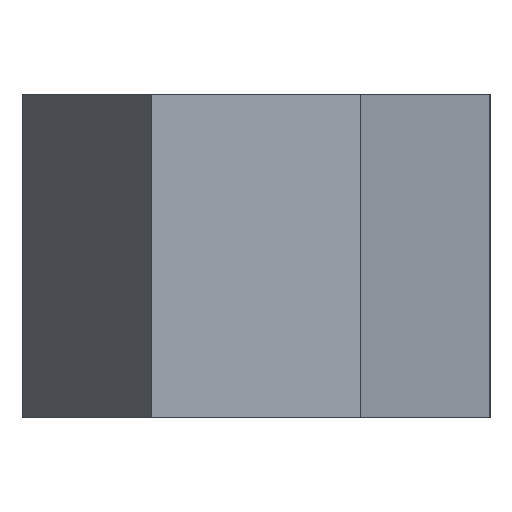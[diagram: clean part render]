
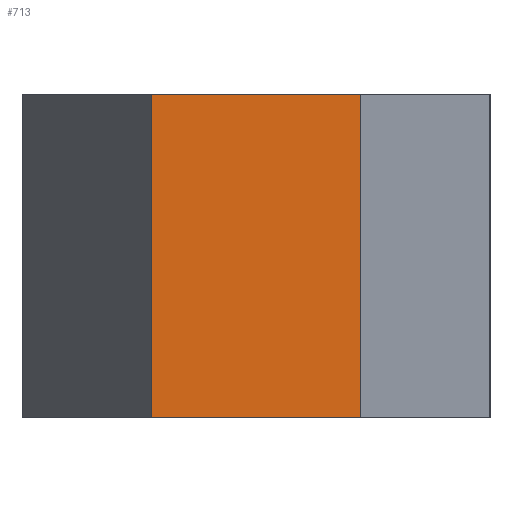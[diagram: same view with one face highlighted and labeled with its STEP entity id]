
A CAD part, left-side view. The second image highlights one B-rep face of the part: STEP entity #713.
In plain terms, the highlighted planar face has unit normal (-1, 0, 0).
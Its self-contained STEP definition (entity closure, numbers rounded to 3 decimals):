
#703=VERTEX_POINT('',#1810);
#713=ADVANCED_FACE('',(#1821),#1822,.T.);
#875=EDGE_CURVE('',#1347,#1545,#2004,.T.);
#1155=VERTEX_POINT('',#2312);
#1199=EDGE_CURVE('',#703,#1155,#2364,.T.);
#1347=VERTEX_POINT('',#2523);
#1385=EDGE_CURVE('',#1545,#1155,#2565,.T.);
#1439=EDGE_CURVE('',#703,#1347,#2630,.T.);
#1545=VERTEX_POINT('',#2754);
#1810=CARTESIAN_POINT('',(-10.0,6.5,0.0));
#1821=FACE_OUTER_BOUND('',#3072,.T.);
#1822=PLANE('',#3073);
#2004=LINE('',#3314,#3315);
#2312=CARTESIAN_POINT('',(-10.0,6.5,20.0));
#2364=LINE('',#3796,#3797);
#2523=CARTESIAN_POINT('',(-10.0,-6.5,0.0));
#2565=LINE('',#4063,#4064);
#2630=LINE('',#4140,#4141);
#2754=CARTESIAN_POINT('',(-10.0,-6.5,20.0));
#3072=EDGE_LOOP('',(#4681,#4682,#4683,#4684));
#3073=AXIS2_PLACEMENT_3D('',#4685,#4686,#4687);
#3314=CARTESIAN_POINT('',(-10.0,-6.5,0.0));
#3315=VECTOR('',#4927,1.0);
#3796=CARTESIAN_POINT('',(-10.0,6.5,0.0));
#3797=VECTOR('',#5395,1.0);
#4063=CARTESIAN_POINT('',(-10.0,6.5,20.0));
#4064=VECTOR('',#5638,1.0);
#4140=CARTESIAN_POINT('',(-10.0,6.5,0.0));
#4141=VECTOR('',#5747,1.0);
#4681=ORIENTED_EDGE('',*,*,#1385,.T.);
#4682=ORIENTED_EDGE('',*,*,#1199,.F.);
#4683=ORIENTED_EDGE('',*,*,#1439,.T.);
#4684=ORIENTED_EDGE('',*,*,#875,.T.);
#4685=CARTESIAN_POINT('',(-10.0,-6.5,0.0));
#4686=DIRECTION('',(-1.0,0.0,0.0));
#4687=DIRECTION('',(0.0,0.0,1.0));
#4927=DIRECTION('',(0.0,0.0,1.0));
#5395=DIRECTION('',(0.0,0.0,1.0));
#5638=DIRECTION('',(0.0,1.0,0.0));
#5747=DIRECTION('',(0.0,-1.0,0.0));
